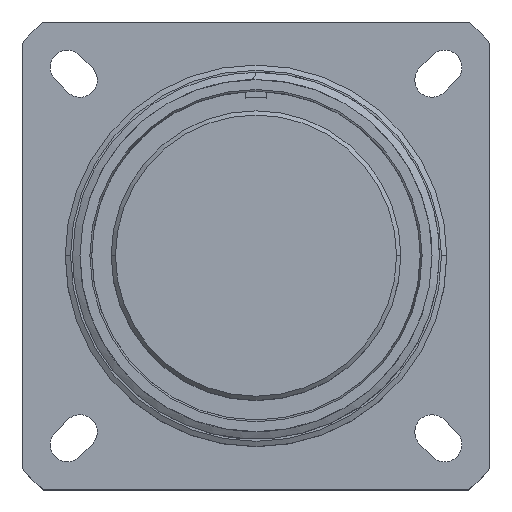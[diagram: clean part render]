
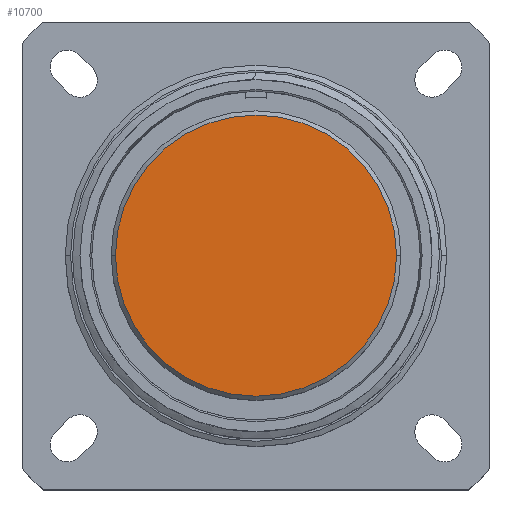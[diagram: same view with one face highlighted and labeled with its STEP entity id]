
A CAD part, top view. The second image highlights one B-rep face of the part: STEP entity #10700.
In plain terms, the highlighted planar face has unit normal (0, 0, 1).
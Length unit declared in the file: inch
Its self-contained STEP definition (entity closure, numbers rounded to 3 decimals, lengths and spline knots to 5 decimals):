
#289 = VERTEX_POINT ( 'NONE', #6632 ) ;
#331 = CARTESIAN_POINT ( 'NONE',  ( 0., 0., -0.014 ) ) ;
#548 = EDGE_CURVE ( 'NONE', #12317, #289, #2363, .T. ) ;
#990 = EDGE_CURVE ( 'NONE', #289, #12317, #9814, .T. ) ;
#2281 = CARTESIAN_POINT ( 'NONE',  ( 0., 0., -0.014 ) ) ;
#2363 = CIRCLE ( 'NONE', #8597, 0.667 ) ;
#2468 = DIRECTION ( 'NONE',  ( 0., 0., 1. ) ) ;
#5398 = ORIENTED_EDGE ( 'NONE', *, *, #548, .T. ) ;
#6280 = DIRECTION ( 'NONE',  ( 1., 0., 0. ) ) ;
#6632 = CARTESIAN_POINT ( 'NONE',  ( 0.667, 0., -0.014 ) ) ;
#6873 = DIRECTION ( 'NONE',  ( 0., 0., -1. ) ) ;
#7078 = CARTESIAN_POINT ( 'NONE',  ( -0.667, 0., -0.014 ) ) ;
#7998 = FACE_OUTER_BOUND ( 'NONE', #8631, .T. ) ;
#8597 = AXIS2_PLACEMENT_3D ( 'NONE', #10809, #2468, #10580 ) ;
#8631 = EDGE_LOOP ( 'NONE', ( #5398, #12513 ) ) ;
#9814 = CIRCLE ( 'NONE', #11742, 0.667 ) ;
#10580 = DIRECTION ( 'NONE',  ( 1., 0., 0. ) ) ;
#10700 = ADVANCED_FACE ( 'NONE', ( #7998 ), #12587, .F. ) ;
#10809 = CARTESIAN_POINT ( 'NONE',  ( 0., 0., -0.014 ) ) ;
#11443 = DIRECTION ( 'NONE',  ( -1., 0., 0. ) ) ;
#11742 = AXIS2_PLACEMENT_3D ( 'NONE', #331, #11976, #6280 ) ;
#11976 = DIRECTION ( 'NONE',  ( 0., 0., 1. ) ) ;
#12317 = VERTEX_POINT ( 'NONE', #7078 ) ;
#12513 = ORIENTED_EDGE ( 'NONE', *, *, #990, .T. ) ;
#12587 = PLANE ( 'NONE',  #13488 ) ;
#13488 = AXIS2_PLACEMENT_3D ( 'NONE', #2281, #6873, #11443 ) ;
